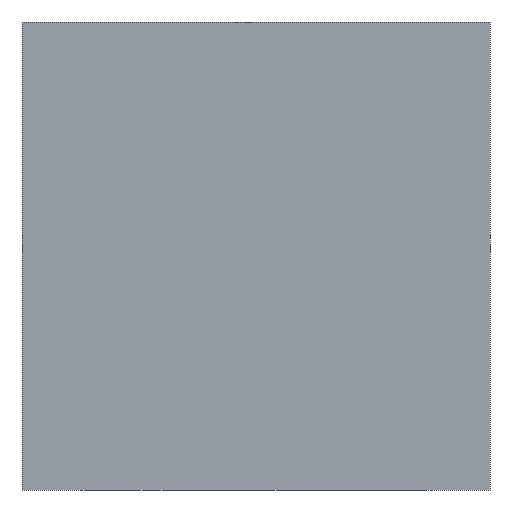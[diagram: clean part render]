
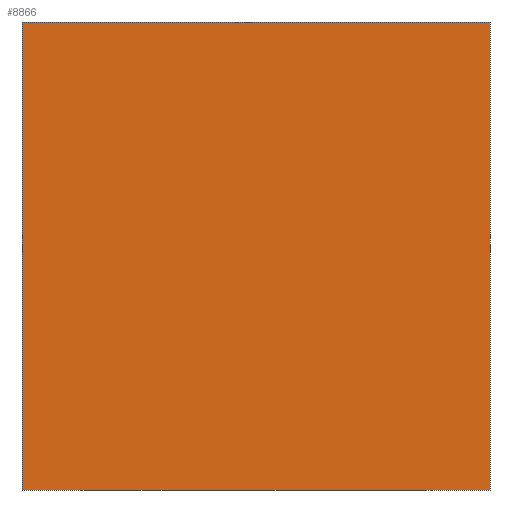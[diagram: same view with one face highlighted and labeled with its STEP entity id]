
A CAD part, front view. The second image highlights one B-rep face of the part: STEP entity #8866.
In plain terms, the highlighted planar face has unit normal (0, -1, 0).
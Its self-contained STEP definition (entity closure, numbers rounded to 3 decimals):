
#506=PLANE('',#9305);
#955=FACE_OUTER_BOUND('',#1452,.T.);
#1452=EDGE_LOOP('',(#7858,#7859,#7860,#7861));
#1890=LINE('',#13956,#2735);
#2319=LINE('',#15214,#3164);
#2320=LINE('',#15216,#3165);
#2321=LINE('',#15217,#3166);
#2735=VECTOR('',#9943,10.);
#3164=VECTOR('',#10996,10.);
#3165=VECTOR('',#10999,10.);
#3166=VECTOR('',#11000,10.);
#3872=VERTEX_POINT('',#13953);
#3873=VERTEX_POINT('',#13955);
#4261=VERTEX_POINT('',#15210);
#4262=VERTEX_POINT('',#15212);
#4924=EDGE_CURVE('',#3872,#3873,#1890,.T.);
#5477=EDGE_CURVE('',#4261,#4262,#2319,.T.);
#5478=EDGE_CURVE('',#3872,#4261,#2320,.T.);
#5479=EDGE_CURVE('',#3873,#4262,#2321,.T.);
#7858=ORIENTED_EDGE('',*,*,#5478,.T.);
#7859=ORIENTED_EDGE('',*,*,#5477,.T.);
#7860=ORIENTED_EDGE('',*,*,#5479,.F.);
#7861=ORIENTED_EDGE('',*,*,#4924,.F.);
#8866=ADVANCED_FACE('',(#955),#506,.T.);
#9305=AXIS2_PLACEMENT_3D('',#15215,#10997,#10998);
#9943=DIRECTION('',(0.,0.,1.));
#10996=DIRECTION('',(0.,0.,1.));
#10997=DIRECTION('center_axis',(0.,-1.,0.));
#10998=DIRECTION('ref_axis',(1.,0.,0.));
#10999=DIRECTION('',(1.,0.,0.));
#11000=DIRECTION('',(1.,0.,0.));
#13953=CARTESIAN_POINT('',(0.,0.,0.));
#13955=CARTESIAN_POINT('',(0.,0.,50.8));
#13956=CARTESIAN_POINT('',(0.,0.,0.));
#15210=CARTESIAN_POINT('',(50.8,0.,0.));
#15212=CARTESIAN_POINT('',(50.8,0.,50.8));
#15214=CARTESIAN_POINT('',(50.8,0.,0.));
#15215=CARTESIAN_POINT('Origin',(0.,0.,0.));
#15216=CARTESIAN_POINT('',(0.,0.,0.));
#15217=CARTESIAN_POINT('',(0.,0.,50.8));
